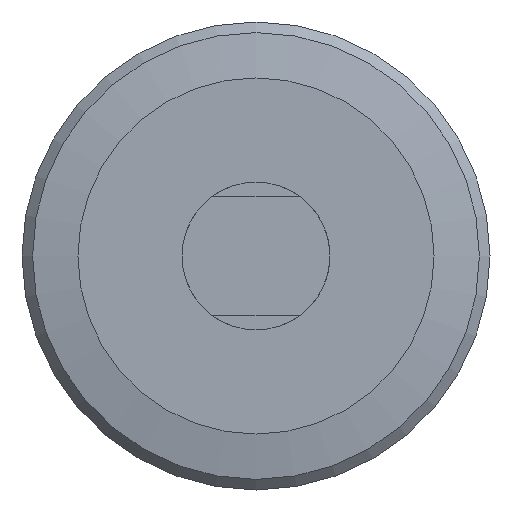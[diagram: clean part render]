
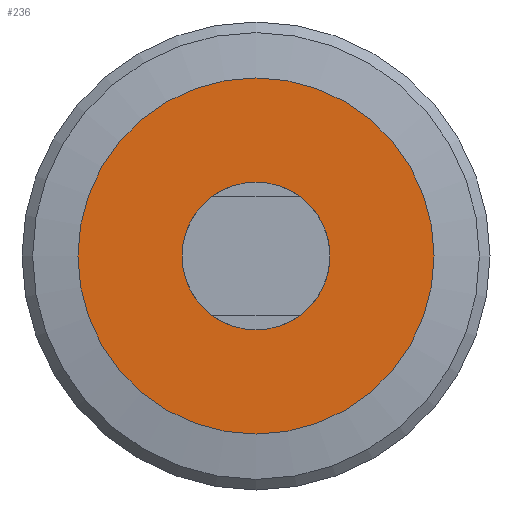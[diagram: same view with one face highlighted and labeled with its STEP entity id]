
A CAD part, left-side view. The second image highlights one B-rep face of the part: STEP entity #236.
In plain terms, the highlighted planar face has unit normal (-1, 0, 0).
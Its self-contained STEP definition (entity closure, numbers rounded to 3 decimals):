
#24=FACE_BOUND('',#84,.T.);
#35=CIRCLE('',#250,15.);
#44=CIRCLE('',#267,36.15);
#60=FACE_OUTER_BOUND('',#83,.T.);
#83=EDGE_LOOP('',(#187));
#84=EDGE_LOOP('',(#188));
#117=VERTEX_POINT('',#373);
#124=VERTEX_POINT('',#397);
#138=EDGE_CURVE('',#117,#117,#35,.T.);
#147=EDGE_CURVE('',#124,#124,#44,.T.);
#187=ORIENTED_EDGE('',*,*,#147,.F.);
#188=ORIENTED_EDGE('',*,*,#138,.T.);
#205=PLANE('',#266);
#236=ADVANCED_FACE('',(#60,#24),#205,.T.);
#250=AXIS2_PLACEMENT_3D('',#374,#299,#300);
#266=AXIS2_PLACEMENT_3D('',#396,#331,#332);
#267=AXIS2_PLACEMENT_3D('',#398,#333,#334);
#299=DIRECTION('center_axis',(1.,0.,0.));
#300=DIRECTION('ref_axis',(0.,0.,-1.));
#331=DIRECTION('center_axis',(-1.,0.,0.));
#332=DIRECTION('ref_axis',(0.,0.,1.));
#333=DIRECTION('center_axis',(1.,0.,0.));
#334=DIRECTION('ref_axis',(0.,0.,-1.));
#373=CARTESIAN_POINT('',(-18.,15.,0.));
#374=CARTESIAN_POINT('Origin',(-18.,0.,0.));
#396=CARTESIAN_POINT('Origin',(-18.,36.15,0.));
#397=CARTESIAN_POINT('',(-18.,36.15,0.));
#398=CARTESIAN_POINT('Origin',(-18.,0.,0.));
